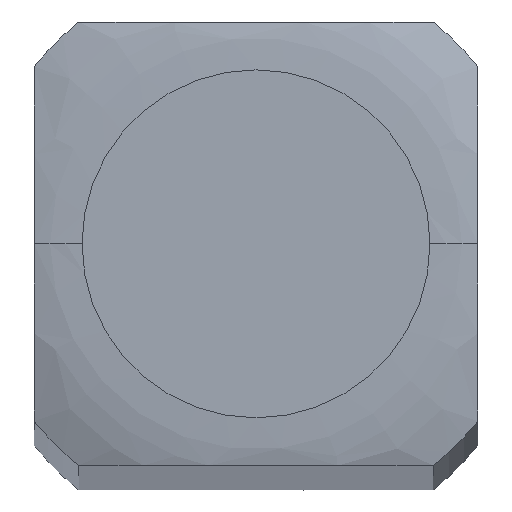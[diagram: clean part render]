
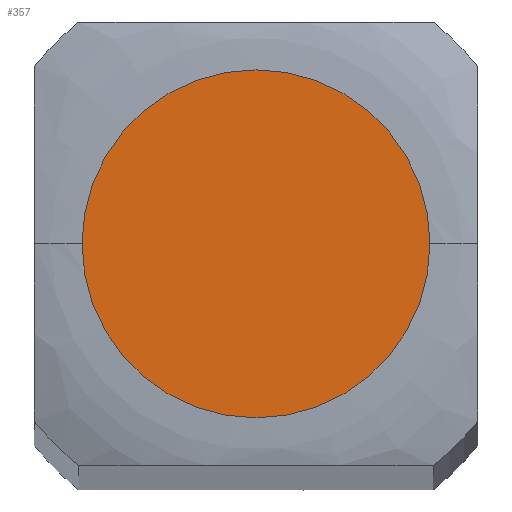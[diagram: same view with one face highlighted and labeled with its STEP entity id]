
A CAD part, top view. The second image highlights one B-rep face of the part: STEP entity #357.
In plain terms, the highlighted planar face has unit normal (0, 0, 1).
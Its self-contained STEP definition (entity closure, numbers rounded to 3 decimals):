
#5 = CARTESIAN_POINT ( 'NONE',  ( -1.245, 0., 49.911 ) ) ;
#17 = DIRECTION ( 'NONE',  ( 1., 0., 0. ) ) ;
#30 = DIRECTION ( 'NONE',  ( 0., 0., 1. ) ) ;
#45 = ORIENTED_EDGE ( 'NONE', *, *, #417, .T. ) ;
#47 = FACE_OUTER_BOUND ( 'NONE', #317, .T. ) ;
#63 = AXIS2_PLACEMENT_3D ( 'NONE', #200, #119, #74 ) ;
#74 = DIRECTION ( 'NONE',  ( 1., 0., 0. ) ) ;
#83 = AXIS2_PLACEMENT_3D ( 'NONE', #168, #128, #344 ) ;
#119 = DIRECTION ( 'NONE',  ( 0., 0., 1. ) ) ;
#128 = DIRECTION ( 'NONE',  ( 0., 0., -1. ) ) ;
#159 = CIRCLE ( 'NONE', #63, 1.245 ) ;
#168 = CARTESIAN_POINT ( 'NONE',  ( -1.588, 1.588, 49.911 ) ) ;
#200 = CARTESIAN_POINT ( 'NONE',  ( 0., 0., 49.911 ) ) ;
#251 = CIRCLE ( 'NONE', #408, 1.245 ) ;
#304 = PLANE ( 'NONE',  #83 ) ;
#317 = EDGE_LOOP ( 'NONE', ( #45, #395 ) ) ;
#338 = VERTEX_POINT ( 'NONE', #517 ) ;
#344 = DIRECTION ( 'NONE',  ( -1., 0., 0. ) ) ;
#357 = ADVANCED_FACE ( 'NONE', ( #47 ), #304, .F. ) ;
#362 = CARTESIAN_POINT ( 'NONE',  ( 0., 0., 49.911 ) ) ;
#395 = ORIENTED_EDGE ( 'NONE', *, *, #456, .T. ) ;
#399 = VERTEX_POINT ( 'NONE', #5 ) ;
#408 = AXIS2_PLACEMENT_3D ( 'NONE', #362, #30, #17 ) ;
#417 = EDGE_CURVE ( 'NONE', #338, #399, #159, .T. ) ;
#456 = EDGE_CURVE ( 'NONE', #399, #338, #251, .T. ) ;
#517 = CARTESIAN_POINT ( 'NONE',  ( 1.245, 0., 49.911 ) ) ;
